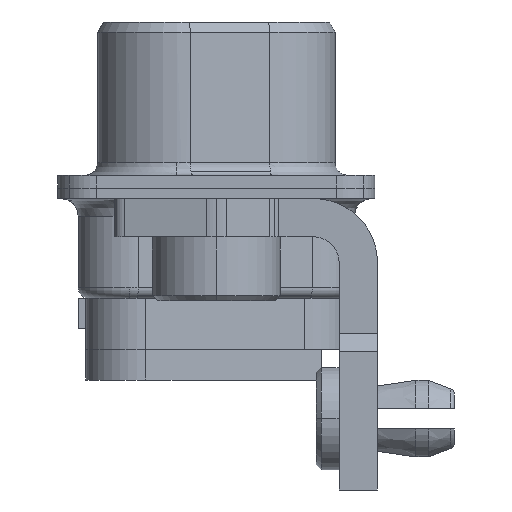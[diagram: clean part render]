
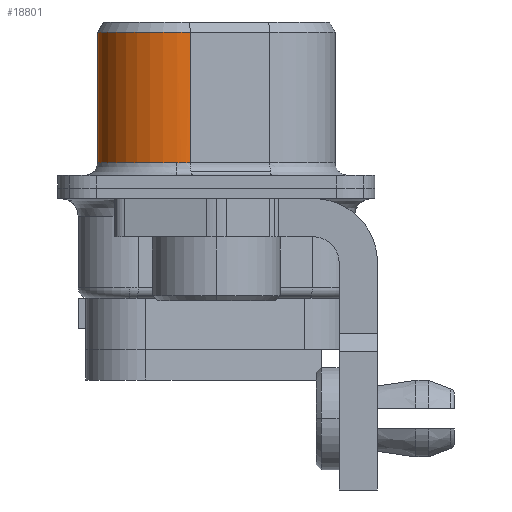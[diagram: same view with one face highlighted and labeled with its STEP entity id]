
A CAD part, left-side view. The second image highlights one B-rep face of the part: STEP entity #18801.
In plain terms, the highlighted cylindrical face has radius 3.1 mm (diameter 6.2 mm), a partial arc.
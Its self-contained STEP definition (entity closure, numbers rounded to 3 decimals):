
#18060=CARTESIAN_POINT('',(8.95,1.55,-1.0));
#18061=VERTEX_POINT('',#18060);
#18087=CARTESIAN_POINT('',(8.903,1.012,-1.0));
#18088=VERTEX_POINT('',#18087);
#18096=CARTESIAN_POINT('',(5.85,1.55,-1.0));
#18097=DIRECTION('',(0.0,0.0,1.0));
#18098=DIRECTION('',(0.766,0.643,0.0));
#18099=AXIS2_PLACEMENT_3D('',#18096,#18097,#18098);
#18100=CIRCLE('',#18099,3.1);
#18101=EDGE_CURVE('',#18088,#18061,#18100,.T.);
#18471=CARTESIAN_POINT('',(5.85,4.65,-6.1));
#18472=VERTEX_POINT('',#18471);
#18511=CARTESIAN_POINT('',(8.903,1.012,-6.1));
#18512=VERTEX_POINT('',#18511);
#18529=CARTESIAN_POINT('',(5.85,1.55,-6.1));
#18530=DIRECTION('',(0.0,0.0,-1.));
#18531=DIRECTION('',(0.985,-0.174,0.0));
#18532=AXIS2_PLACEMENT_3D('',#18529,#18530,#18531);
#18533=CIRCLE('',#18532,3.1);
#18534=EDGE_CURVE('',#18472,#18512,#18533,.T.);
#18760=CARTESIAN_POINT('',(8.903,1.012,-1.0));
#18761=DIRECTION('',(0.0,0.0,-1.0));
#18762=VECTOR('',#18761,5.1);
#18763=LINE('',#18760,#18762);
#18764=EDGE_CURVE('',#18088,#18512,#18763,.T.);
#18776=CARTESIAN_POINT('',(5.85,1.55,0.0));
#18777=DIRECTION('',(0.0,0.0,-1.0));
#18778=DIRECTION('',(0.985,-0.174,0.0));
#18779=AXIS2_PLACEMENT_3D('',#18776,#18777,#18778);
#18780=CYLINDRICAL_SURFACE('',#18779,3.1);
#18781=ORIENTED_EDGE('',*,*,#18534,.F.);
#18782=CARTESIAN_POINT('',(5.85,4.65,-1.0));
#18783=VERTEX_POINT('',#18782);
#18784=CARTESIAN_POINT('',(5.85,4.65,-1.0));
#18785=DIRECTION('',(0.0,0.0,-1.0));
#18786=VECTOR('',#18785,5.1);
#18787=LINE('',#18784,#18786);
#18788=EDGE_CURVE('',#18783,#18472,#18787,.T.);
#18789=ORIENTED_EDGE('',*,*,#18788,.F.);
#18790=CARTESIAN_POINT('',(5.85,1.55,-1.0));
#18791=DIRECTION('',(0.0,0.0,1.0));
#18792=DIRECTION('',(0.766,0.643,0.0));
#18793=AXIS2_PLACEMENT_3D('',#18790,#18791,#18792);
#18794=CIRCLE('',#18793,3.1);
#18795=EDGE_CURVE('',#18061,#18783,#18794,.T.);
#18796=ORIENTED_EDGE('',*,*,#18795,.F.);
#18797=ORIENTED_EDGE('',*,*,#18101,.F.);
#18798=ORIENTED_EDGE('',*,*,#18764,.T.);
#18799=EDGE_LOOP('',(#18781,#18789,#18796,#18797,#18798));
#18800=FACE_OUTER_BOUND('',#18799,.T.);
#18801=ADVANCED_FACE('',(#18800),#18780,.T.);
